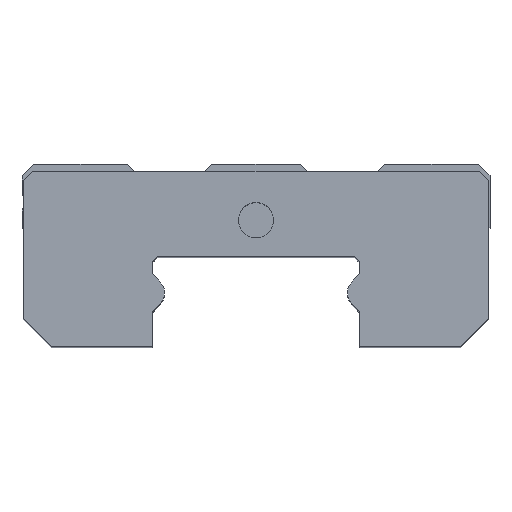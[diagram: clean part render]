
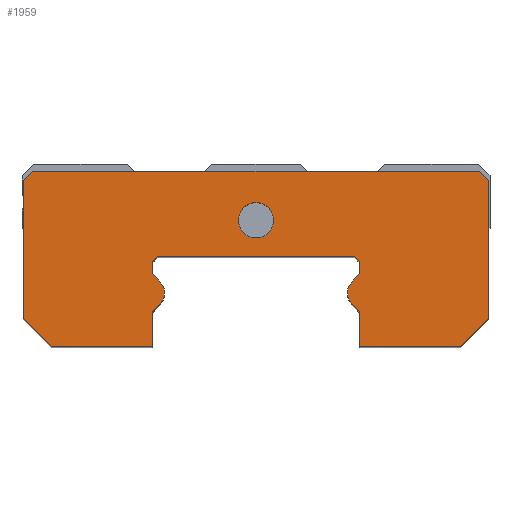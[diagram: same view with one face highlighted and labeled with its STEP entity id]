
A CAD part, top view. The second image highlights one B-rep face of the part: STEP entity #1959.
In plain terms, the highlighted planar face has unit normal (0, 0, 1).
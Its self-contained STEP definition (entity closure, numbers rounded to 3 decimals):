
#77=FACE_BOUND('',#349,.T.);
#121=PLANE('',#2166);
#229=FACE_OUTER_BOUND('',#348,.T.);
#348=EDGE_LOOP('',(#1674,#1675,#1676,#1677,#1678,#1679,#1680,#1681,#1682,
#1683,#1684,#1685,#1686,#1687,#1688,#1689,#1690,#1691,#1692,#1693,#1694,
#1695,#1696,#1697,#1698,#1699,#1700,#1701));
#349=EDGE_LOOP('',(#1702));
#413=LINE('',#2860,#607);
#465=LINE('',#3049,#659);
#473=LINE('',#3082,#667);
#477=LINE('',#3094,#671);
#481=LINE('',#3101,#675);
#484=LINE('',#3110,#678);
#488=LINE('',#3122,#682);
#496=LINE('',#3158,#690);
#505=LINE('',#3176,#699);
#525=LINE('',#3221,#719);
#527=LINE('',#3226,#721);
#529=LINE('',#3230,#723);
#530=LINE('',#3232,#724);
#531=LINE('',#3233,#725);
#532=LINE('',#3235,#726);
#533=LINE('',#3236,#727);
#607=VECTOR('',#2283,10.);
#659=VECTOR('',#2485,10.);
#667=VECTOR('',#2519,10.);
#671=VECTOR('',#2531,10.);
#675=VECTOR('',#2537,10.);
#678=VECTOR('',#2548,10.);
#682=VECTOR('',#2560,10.);
#690=VECTOR('',#2600,10.);
#699=VECTOR('',#2613,10.);
#719=VECTOR('',#2653,10.);
#721=VECTOR('',#2657,10.);
#723=VECTOR('',#2661,10.);
#724=VECTOR('',#2662,10.);
#725=VECTOR('',#2663,10.);
#726=VECTOR('',#2664,10.);
#727=VECTOR('',#2665,10.);
#795=CIRCLE('',#2067,0.75);
#818=CIRCLE('',#2113,0.28);
#820=CIRCLE('',#2116,1.06);
#822=CIRCLE('',#2119,0.64);
#824=CIRCLE('',#2122,1.06);
#826=CIRCLE('',#2126,0.28);
#828=CIRCLE('',#2131,0.25);
#830=CIRCLE('',#2135,0.25);
#832=CIRCLE('',#2139,0.28);
#834=CIRCLE('',#2142,1.06);
#836=CIRCLE('',#2145,0.64);
#838=CIRCLE('',#2148,1.06);
#840=CIRCLE('',#2151,0.28);
#879=VERTEX_POINT('',#2857);
#880=VERTEX_POINT('',#2859);
#913=VERTEX_POINT('',#2956);
#941=VERTEX_POINT('',#3046);
#942=VERTEX_POINT('',#3048);
#944=VERTEX_POINT('',#3054);
#946=VERTEX_POINT('',#3060);
#948=VERTEX_POINT('',#3066);
#950=VERTEX_POINT('',#3072);
#953=VERTEX_POINT('',#3079);
#954=VERTEX_POINT('',#3081);
#956=VERTEX_POINT('',#3087);
#958=VERTEX_POINT('',#3093);
#960=VERTEX_POINT('',#3099);
#962=VERTEX_POINT('',#3108);
#964=VERTEX_POINT('',#3114);
#966=VERTEX_POINT('',#3120);
#968=VERTEX_POINT('',#3126);
#970=VERTEX_POINT('',#3132);
#972=VERTEX_POINT('',#3138);
#974=VERTEX_POINT('',#3144);
#976=VERTEX_POINT('',#3150);
#978=VERTEX_POINT('',#3156);
#985=VERTEX_POINT('',#3175);
#1000=VERTEX_POINT('',#3219);
#1002=VERTEX_POINT('',#3225);
#1003=VERTEX_POINT('',#3229);
#1004=VERTEX_POINT('',#3231);
#1005=VERTEX_POINT('',#3234);
#1071=EDGE_CURVE('',#880,#879,#413,.T.);
#1118=EDGE_CURVE('',#913,#913,#795,.T.);
#1159=EDGE_CURVE('',#942,#941,#465,.T.);
#1163=EDGE_CURVE('',#941,#944,#818,.T.);
#1166=EDGE_CURVE('',#944,#946,#820,.T.);
#1169=EDGE_CURVE('',#946,#948,#822,.T.);
#1172=EDGE_CURVE('',#948,#950,#824,.T.);
#1175=EDGE_CURVE('',#954,#953,#473,.T.);
#1179=EDGE_CURVE('',#950,#956,#826,.T.);
#1181=EDGE_CURVE('',#958,#954,#477,.T.);
#1185=EDGE_CURVE('',#956,#960,#481,.T.);
#1187=EDGE_CURVE('',#960,#958,#828,.T.);
#1190=EDGE_CURVE('',#953,#962,#484,.T.);
#1193=EDGE_CURVE('',#962,#964,#830,.T.);
#1196=EDGE_CURVE('',#964,#966,#488,.T.);
#1199=EDGE_CURVE('',#966,#968,#832,.T.);
#1202=EDGE_CURVE('',#968,#970,#834,.T.);
#1205=EDGE_CURVE('',#970,#972,#836,.T.);
#1208=EDGE_CURVE('',#972,#974,#838,.T.);
#1211=EDGE_CURVE('',#974,#976,#840,.T.);
#1214=EDGE_CURVE('',#976,#978,#496,.T.);
#1223=EDGE_CURVE('',#985,#942,#505,.T.);
#1246=EDGE_CURVE('',#879,#1000,#525,.T.);
#1248=EDGE_CURVE('',#1002,#880,#527,.T.);
#1250=EDGE_CURVE('',#978,#1003,#529,.T.);
#1251=EDGE_CURVE('',#1003,#1004,#530,.T.);
#1252=EDGE_CURVE('',#1004,#1002,#531,.T.);
#1253=EDGE_CURVE('',#1000,#1005,#532,.T.);
#1254=EDGE_CURVE('',#1005,#985,#533,.T.);
#1674=ORIENTED_EDGE('',*,*,#1214,.T.);
#1675=ORIENTED_EDGE('',*,*,#1250,.T.);
#1676=ORIENTED_EDGE('',*,*,#1251,.T.);
#1677=ORIENTED_EDGE('',*,*,#1252,.T.);
#1678=ORIENTED_EDGE('',*,*,#1248,.T.);
#1679=ORIENTED_EDGE('',*,*,#1071,.T.);
#1680=ORIENTED_EDGE('',*,*,#1246,.T.);
#1681=ORIENTED_EDGE('',*,*,#1253,.T.);
#1682=ORIENTED_EDGE('',*,*,#1254,.T.);
#1683=ORIENTED_EDGE('',*,*,#1223,.T.);
#1684=ORIENTED_EDGE('',*,*,#1159,.T.);
#1685=ORIENTED_EDGE('',*,*,#1163,.T.);
#1686=ORIENTED_EDGE('',*,*,#1166,.T.);
#1687=ORIENTED_EDGE('',*,*,#1169,.T.);
#1688=ORIENTED_EDGE('',*,*,#1172,.T.);
#1689=ORIENTED_EDGE('',*,*,#1179,.T.);
#1690=ORIENTED_EDGE('',*,*,#1185,.T.);
#1691=ORIENTED_EDGE('',*,*,#1187,.T.);
#1692=ORIENTED_EDGE('',*,*,#1181,.T.);
#1693=ORIENTED_EDGE('',*,*,#1175,.T.);
#1694=ORIENTED_EDGE('',*,*,#1190,.T.);
#1695=ORIENTED_EDGE('',*,*,#1193,.T.);
#1696=ORIENTED_EDGE('',*,*,#1196,.T.);
#1697=ORIENTED_EDGE('',*,*,#1199,.T.);
#1698=ORIENTED_EDGE('',*,*,#1202,.T.);
#1699=ORIENTED_EDGE('',*,*,#1205,.T.);
#1700=ORIENTED_EDGE('',*,*,#1208,.T.);
#1701=ORIENTED_EDGE('',*,*,#1211,.T.);
#1702=ORIENTED_EDGE('',*,*,#1118,.T.);
#1959=ADVANCED_FACE('',(#229,#77),#121,.T.);
#2067=AXIS2_PLACEMENT_3D('',#2957,#2378,#2379);
#2113=AXIS2_PLACEMENT_3D('',#3056,#2492,#2493);
#2116=AXIS2_PLACEMENT_3D('',#3062,#2499,#2500);
#2119=AXIS2_PLACEMENT_3D('',#3068,#2506,#2507);
#2122=AXIS2_PLACEMENT_3D('',#3074,#2513,#2514);
#2126=AXIS2_PLACEMENT_3D('',#3089,#2526,#2527);
#2131=AXIS2_PLACEMENT_3D('',#3104,#2542,#2543);
#2135=AXIS2_PLACEMENT_3D('',#3116,#2554,#2555);
#2139=AXIS2_PLACEMENT_3D('',#3128,#2566,#2567);
#2142=AXIS2_PLACEMENT_3D('',#3134,#2573,#2574);
#2145=AXIS2_PLACEMENT_3D('',#3140,#2580,#2581);
#2148=AXIS2_PLACEMENT_3D('',#3146,#2587,#2588);
#2151=AXIS2_PLACEMENT_3D('',#3152,#2594,#2595);
#2166=AXIS2_PLACEMENT_3D('',#3228,#2659,#2660);
#2283=DIRECTION('',(-1.,0.,0.));
#2378=DIRECTION('center_axis',(0.,0.,-1.));
#2379=DIRECTION('ref_axis',(1.,0.,0.));
#2485=DIRECTION('',(0.,1.,0.));
#2492=DIRECTION('center_axis',(0.,0.,-1.));
#2493=DIRECTION('ref_axis',(-0.634,0.773,0.));
#2499=DIRECTION('center_axis',(0.,0.,1.));
#2500=DIRECTION('ref_axis',(-0.634,0.773,0.));
#2506=DIRECTION('center_axis',(0.,0.,1.));
#2507=DIRECTION('ref_axis',(-0.715,0.699,0.));
#2513=DIRECTION('center_axis',(0.,0.,1.));
#2514=DIRECTION('ref_axis',(-0.856,-0.516,0.));
#2519=DIRECTION('',(1.,0.,0.));
#2526=DIRECTION('center_axis',(0.,0.,-1.));
#2527=DIRECTION('ref_axis',(-1.,0.,0.));
#2531=DIRECTION('',(0.707,0.707,0.));
#2537=DIRECTION('',(0.,1.,0.));
#2542=DIRECTION('center_axis',(0.,0.,-1.));
#2543=DIRECTION('ref_axis',(-0.707,0.707,0.));
#2548=DIRECTION('',(0.707,-0.707,0.));
#2554=DIRECTION('center_axis',(0.,0.,-1.));
#2555=DIRECTION('ref_axis',(1.,0.,0.));
#2560=DIRECTION('',(0.,-1.,0.));
#2566=DIRECTION('center_axis',(0.,0.,-1.));
#2567=DIRECTION('ref_axis',(0.634,-0.773,0.));
#2573=DIRECTION('center_axis',(0.,0.,1.));
#2574=DIRECTION('ref_axis',(0.634,-0.773,0.));
#2580=DIRECTION('center_axis',(0.,0.,1.));
#2581=DIRECTION('ref_axis',(0.715,-0.699,0.));
#2587=DIRECTION('center_axis',(0.,0.,1.));
#2588=DIRECTION('ref_axis',(0.856,0.516,0.));
#2594=DIRECTION('center_axis',(0.,0.,-1.));
#2595=DIRECTION('ref_axis',(1.,0.,0.));
#2600=DIRECTION('',(0.,-1.,0.));
#2613=DIRECTION('',(1.,0.,0.));
#2653=DIRECTION('',(-0.707,-0.707,0.));
#2657=DIRECTION('',(-0.707,0.707,0.));
#2659=DIRECTION('center_axis',(0.,0.,1.));
#2660=DIRECTION('ref_axis',(1.,0.,0.));
#2661=DIRECTION('',(1.,0.,0.));
#2662=DIRECTION('',(0.707,0.707,0.));
#2663=DIRECTION('',(0.,1.,0.));
#2664=DIRECTION('',(0.,-1.,0.));
#2665=DIRECTION('',(0.707,-0.707,0.));
#2857=CARTESIAN_POINT('',(-9.55,2.1,15.4));
#2859=CARTESIAN_POINT('',(9.55,2.1,15.4));
#2860=CARTESIAN_POINT('',(9.55,2.1,15.4));
#2956=CARTESIAN_POINT('',(-0.75,0.,15.4));
#2957=CARTESIAN_POINT('Origin',(0.,0.,15.4));
#3046=CARTESIAN_POINT('',(-4.43,-4.036,15.4));
#3048=CARTESIAN_POINT('',(-4.43,-5.4,15.4));
#3049=CARTESIAN_POINT('',(-4.43,-2.805,15.4));
#3054=CARTESIAN_POINT('',(-4.328,-3.819,15.4));
#3056=CARTESIAN_POINT('Origin',(-4.15,-4.036,15.4));
#3060=CARTESIAN_POINT('',(-4.092,-3.547,15.4));
#3062=CARTESIAN_POINT('Origin',(-5.,-3.,15.4));
#3066=CARTESIAN_POINT('',(-4.092,-2.653,15.4));
#3068=CARTESIAN_POINT('Origin',(-4.55,-3.1,15.4));
#3072=CARTESIAN_POINT('',(-4.328,-2.381,15.4));
#3074=CARTESIAN_POINT('Origin',(-5.,-3.2,15.4));
#3079=CARTESIAN_POINT('',(4.21,-1.55,15.4));
#3081=CARTESIAN_POINT('',(-4.21,-1.55,15.4));
#3082=CARTESIAN_POINT('',(2.105,-1.55,15.4));
#3087=CARTESIAN_POINT('',(-4.43,-2.164,15.4));
#3089=CARTESIAN_POINT('Origin',(-4.15,-2.164,15.4));
#3093=CARTESIAN_POINT('',(-4.357,-1.697,15.4));
#3094=CARTESIAN_POINT('',(-3.163,-0.503,15.4));
#3099=CARTESIAN_POINT('',(-4.43,-1.874,15.4));
#3101=CARTESIAN_POINT('',(-4.43,-1.724,15.4));
#3104=CARTESIAN_POINT('Origin',(-4.18,-1.874,15.4));
#3108=CARTESIAN_POINT('',(4.357,-1.697,15.4));
#3110=CARTESIAN_POINT('',(3.237,-0.577,15.4));
#3114=CARTESIAN_POINT('',(4.43,-1.874,15.4));
#3116=CARTESIAN_POINT('Origin',(4.18,-1.874,15.4));
#3120=CARTESIAN_POINT('',(4.43,-2.164,15.4));
#3122=CARTESIAN_POINT('',(4.43,-1.869,15.4));
#3126=CARTESIAN_POINT('',(4.328,-2.381,15.4));
#3128=CARTESIAN_POINT('Origin',(4.15,-2.164,15.4));
#3132=CARTESIAN_POINT('',(4.092,-2.653,15.4));
#3134=CARTESIAN_POINT('Origin',(5.,-3.2,15.4));
#3138=CARTESIAN_POINT('',(4.092,-3.547,15.4));
#3140=CARTESIAN_POINT('Origin',(4.55,-3.1,15.4));
#3144=CARTESIAN_POINT('',(4.328,-3.819,15.4));
#3146=CARTESIAN_POINT('Origin',(5.,-3.,15.4));
#3150=CARTESIAN_POINT('',(4.43,-4.036,15.4));
#3152=CARTESIAN_POINT('Origin',(4.15,-4.036,15.4));
#3156=CARTESIAN_POINT('',(4.43,-5.4,15.4));
#3158=CARTESIAN_POINT('',(4.43,-3.487,15.4));
#3175=CARTESIAN_POINT('',(-8.75,-5.4,15.4));
#3176=CARTESIAN_POINT('',(-8.75,-5.4,15.4));
#3219=CARTESIAN_POINT('',(-9.95,1.7,15.4));
#3221=CARTESIAN_POINT('',(-9.55,2.1,15.4));
#3225=CARTESIAN_POINT('',(9.95,1.7,15.4));
#3226=CARTESIAN_POINT('',(9.95,1.7,15.4));
#3228=CARTESIAN_POINT('Origin',(0.,-1.574,15.4));
#3229=CARTESIAN_POINT('',(8.75,-5.4,15.4));
#3230=CARTESIAN_POINT('',(-8.75,-5.4,15.4));
#3231=CARTESIAN_POINT('',(9.95,-4.2,15.4));
#3232=CARTESIAN_POINT('',(8.75,-5.4,15.4));
#3233=CARTESIAN_POINT('',(9.95,-4.2,15.4));
#3234=CARTESIAN_POINT('',(-9.95,-4.2,15.4));
#3235=CARTESIAN_POINT('',(-9.95,1.7,15.4));
#3236=CARTESIAN_POINT('',(-9.95,-4.2,15.4));
